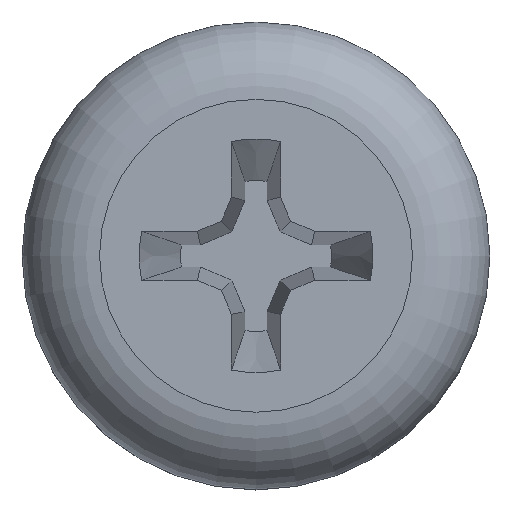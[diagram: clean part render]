
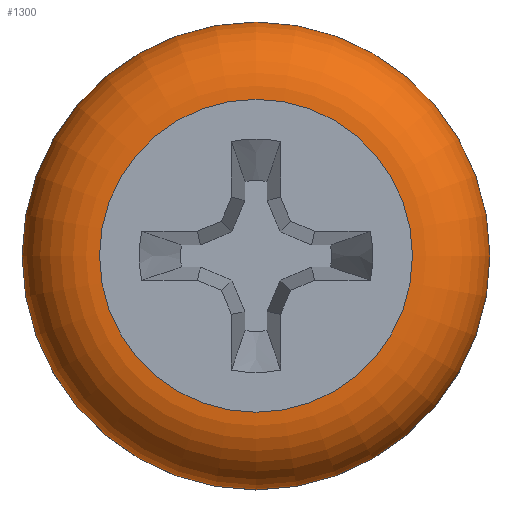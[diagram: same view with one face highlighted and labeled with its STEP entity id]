
A CAD part, top view. The second image highlights one B-rep face of the part: STEP entity #1300.
In plain terms, the highlighted toroidal (fillet/blend) face has major radius 3.178 mm and minor radius 1.573 mm.
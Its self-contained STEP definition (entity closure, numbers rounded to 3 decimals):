
#39=TOROIDAL_SURFACE('',#1399,3.178,1.573);
#132=FACE_OUTER_BOUND('',#202,.T.);
#202=EDGE_LOOP('',(#987,#988,#989,#990,#991,#992,#993));
#241=CIRCLE('',#1400,4.75);
#242=CIRCLE('',#1401,4.75);
#243=CIRCLE('',#1402,1.573);
#244=CIRCLE('',#1403,3.178);
#245=CIRCLE('',#1404,3.178);
#246=CIRCLE('',#1405,4.75);
#567=VERTEX_POINT('',#6641);
#568=VERTEX_POINT('',#6642);
#569=VERTEX_POINT('',#6644);
#570=VERTEX_POINT('',#6646);
#571=VERTEX_POINT('',#6648);
#744=EDGE_CURVE('',#567,#568,#241,.T.);
#745=EDGE_CURVE('',#569,#567,#242,.T.);
#746=EDGE_CURVE('',#569,#570,#243,.T.);
#747=EDGE_CURVE('',#570,#571,#244,.T.);
#748=EDGE_CURVE('',#571,#570,#245,.T.);
#749=EDGE_CURVE('',#568,#569,#246,.T.);
#987=ORIENTED_EDGE('',*,*,#744,.F.);
#988=ORIENTED_EDGE('',*,*,#745,.F.);
#989=ORIENTED_EDGE('',*,*,#746,.T.);
#990=ORIENTED_EDGE('',*,*,#747,.T.);
#991=ORIENTED_EDGE('',*,*,#748,.T.);
#992=ORIENTED_EDGE('',*,*,#746,.F.);
#993=ORIENTED_EDGE('',*,*,#749,.F.);
#1300=ADVANCED_FACE('',(#132),#39,.T.);
#1399=AXIS2_PLACEMENT_3D('',#6640,#1583,#1584);
#1400=AXIS2_PLACEMENT_3D('',#6643,#1585,#1586);
#1401=AXIS2_PLACEMENT_3D('',#6645,#1587,#1588);
#1402=AXIS2_PLACEMENT_3D('',#6647,#1589,#1590);
#1403=AXIS2_PLACEMENT_3D('',#6649,#1591,#1592);
#1404=AXIS2_PLACEMENT_3D('',#6650,#1593,#1594);
#1405=AXIS2_PLACEMENT_3D('',#6651,#1595,#1596);
#1583=DIRECTION('center_axis',(0.,0.,-1.));
#1584=DIRECTION('ref_axis',(0.,1.,0.));
#1585=DIRECTION('center_axis',(0.,0.,-1.));
#1586=DIRECTION('ref_axis',(0.,1.,0.));
#1587=DIRECTION('center_axis',(0.,0.,-1.));
#1588=DIRECTION('ref_axis',(0.,1.,0.));
#1589=DIRECTION('center_axis',(-1.,0.,0.));
#1590=DIRECTION('ref_axis',(0.,-1.,0.));
#1591=DIRECTION('center_axis',(0.,0.,-1.));
#1592=DIRECTION('ref_axis',(0.,1.,0.));
#1593=DIRECTION('center_axis',(0.,0.,-1.));
#1594=DIRECTION('ref_axis',(0.,1.,0.));
#1595=DIRECTION('center_axis',(0.,0.,-1.));
#1596=DIRECTION('ref_axis',(0.,1.,0.));
#6640=CARTESIAN_POINT('Origin',(0.,0.,2.128));
#6641=CARTESIAN_POINT('',(-4.75,0.,2.128));
#6642=CARTESIAN_POINT('',(4.75,0.,2.128));
#6643=CARTESIAN_POINT('Origin',(0.,0.,2.128));
#6644=CARTESIAN_POINT('',(0.,-4.75,2.128));
#6645=CARTESIAN_POINT('Origin',(0.,0.,2.128));
#6646=CARTESIAN_POINT('',(0.,-3.178,3.7));
#6647=CARTESIAN_POINT('Origin',(0.,-3.178,2.128));
#6648=CARTESIAN_POINT('',(0.,3.178,3.7));
#6649=CARTESIAN_POINT('Origin',(0.,0.,3.7));
#6650=CARTESIAN_POINT('Origin',(0.,0.,3.7));
#6651=CARTESIAN_POINT('Origin',(0.,0.,2.128));
